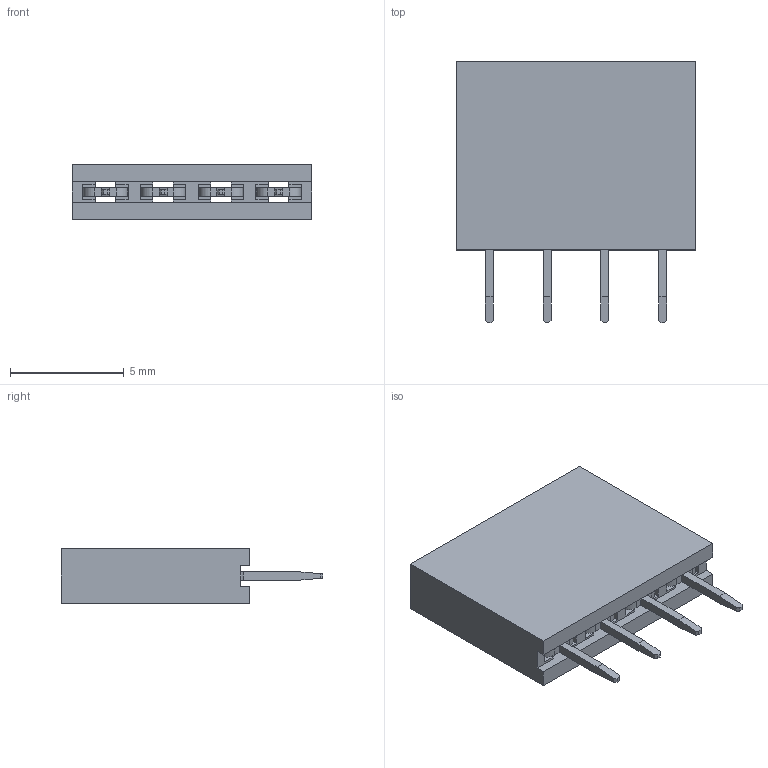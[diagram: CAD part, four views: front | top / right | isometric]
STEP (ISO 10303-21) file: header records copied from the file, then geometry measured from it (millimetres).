
FILE_DESCRIPTION (( 'STEP AP203' ), '1' );
FILE_NAME ('2_54_x_4P_Female.STEP', '2022-05-02T12:34:44', ( '' ), ( '' ), 'SwSTEP 2.0', 'SolidWorks 2017', '' );
FILE_SCHEMA (( 'CONFIG_CONTROL_DESIGN' ));
Length unit declared in the file: millimetre
Products named in the file (3): Pitch_x_8_1; 2_54_x_4P_Female; Plastic_x_8_1
Assembly tree (2 placements, depth 2):
  2_54_x_4P_Female
    Pitch_x_8_1
    Plastic_x_8_1
Bounding box: 10.52 x 11.5 x 2.4 mm (x, y, z)
Volume: 165 mm3; surface area: 539.9 mm2
Topology: 5 solids, 5 shells, 174 faces, 488 edges, 320 vertices
Faces by surface type: plane 142, cylinder 32
Entity records: 5843 total; most frequent: CARTESIAN_POINT 987, ORIENTED_EDGE 976, DIRECTION 910, EDGE_CURVE 488, LINE 424, VECTOR 424, VERTEX_POINT 320, AXIS2_PLACEMENT_3D 243
